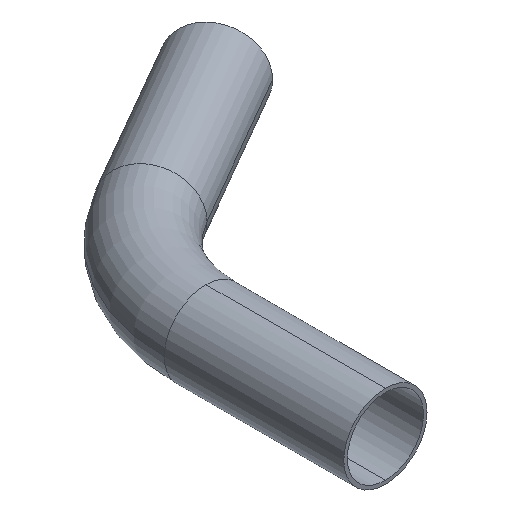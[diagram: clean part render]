
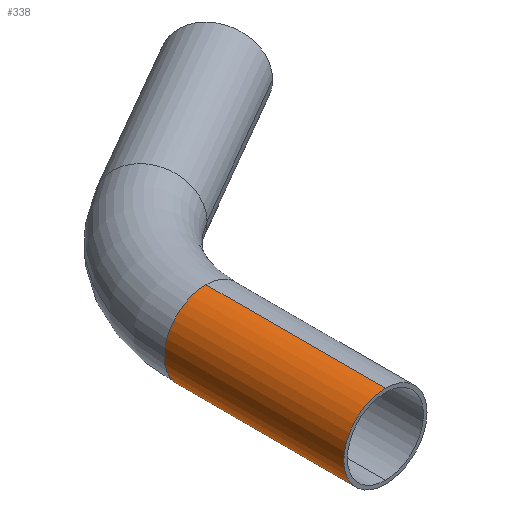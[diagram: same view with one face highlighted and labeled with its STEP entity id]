
A CAD part, isometric view. The second image highlights one B-rep face of the part: STEP entity #338.
In plain terms, the highlighted cylindrical face has radius 23.2 mm (diameter 46.4 mm), a partial arc.
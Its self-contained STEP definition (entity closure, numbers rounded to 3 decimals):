
#5 = AXIS2_PLACEMENT_3D ( 'NONE', #252, #21, #292 ) ;
#6 = DIRECTION ( 'NONE',  ( 0., 0., 1. ) ) ;
#12 = VECTOR ( 'NONE', #165, 1000. ) ;
#17 = DIRECTION ( 'NONE',  ( 0., 1., 0. ) ) ;
#19 = DIRECTION ( 'NONE',  ( 0., -1., 0. ) ) ;
#21 = DIRECTION ( 'NONE',  ( 0., 1., 0. ) ) ;
#43 = VERTEX_POINT ( 'NONE', #367 ) ;
#45 = DIRECTION ( 'NONE',  ( 0., -1., 0. ) ) ;
#54 = EDGE_CURVE ( 'NONE', #383, #428, #293, .T. ) ;
#75 = AXIS2_PLACEMENT_3D ( 'NONE', #88, #19, #133 ) ;
#81 = VERTEX_POINT ( 'NONE', #328 ) ;
#88 = CARTESIAN_POINT ( 'NONE',  ( 0., 100., 0. ) ) ;
#91 = CYLINDRICAL_SURFACE ( 'NONE', #5, 23.2 ) ;
#109 = EDGE_LOOP ( 'NONE', ( #490, #267, #238, #353, #458 ) ) ;
#112 = CIRCLE ( 'NONE', #403, 23.2 ) ;
#133 = DIRECTION ( 'NONE',  ( 0., 0., 1. ) ) ;
#145 = VERTEX_POINT ( 'NONE', #405 ) ;
#165 = DIRECTION ( 'NONE',  ( 0., 1., 0. ) ) ;
#170 = DIRECTION ( 'NONE',  ( 1., 0., 0. ) ) ;
#199 = CARTESIAN_POINT ( 'NONE',  ( 0., 0., 23.2 ) ) ;
#229 = CARTESIAN_POINT ( 'NONE',  ( 0., 100., 0. ) ) ;
#233 = CIRCLE ( 'NONE', #301, 23.2 ) ;
#238 = ORIENTED_EDGE ( 'NONE', *, *, #54, .T. ) ;
#252 = CARTESIAN_POINT ( 'NONE',  ( 0., 0., 0. ) ) ;
#254 = EDGE_CURVE ( 'NONE', #383, #43, #112, .T. ) ;
#267 = ORIENTED_EDGE ( 'NONE', *, *, #254, .F. ) ;
#275 = EDGE_CURVE ( 'NONE', #81, #145, #304, .T. ) ;
#278 = CARTESIAN_POINT ( 'NONE',  ( 0., 0., -23.2 ) ) ;
#285 = CARTESIAN_POINT ( 'NONE',  ( 0., 0., 0. ) ) ;
#288 = FACE_OUTER_BOUND ( 'NONE', #109, .T. ) ;
#292 = DIRECTION ( 'NONE',  ( 0., 0., 1. ) ) ;
#293 = LINE ( 'NONE', #445, #425 ) ;
#301 = AXIS2_PLACEMENT_3D ( 'NONE', #229, #326, #6 ) ;
#304 = CIRCLE ( 'NONE', #75, 23.2 ) ;
#321 = CARTESIAN_POINT ( 'NONE',  ( 0., 100., 23.2 ) ) ;
#326 = DIRECTION ( 'NONE',  ( 0., -1., 0. ) ) ;
#328 = CARTESIAN_POINT ( 'NONE',  ( -23.2, 100., 0. ) ) ;
#338 = ADVANCED_FACE ( 'NONE', ( #288 ), #91, .T. ) ;
#353 = ORIENTED_EDGE ( 'NONE', *, *, #457, .T. ) ;
#360 = LINE ( 'NONE', #278, #12 ) ;
#367 = CARTESIAN_POINT ( 'NONE',  ( 0., 0., -23.2 ) ) ;
#383 = VERTEX_POINT ( 'NONE', #199 ) ;
#403 = AXIS2_PLACEMENT_3D ( 'NONE', #285, #45, #170 ) ;
#405 = CARTESIAN_POINT ( 'NONE',  ( 0., 100., -23.2 ) ) ;
#425 = VECTOR ( 'NONE', #17, 1000. ) ;
#428 = VERTEX_POINT ( 'NONE', #321 ) ;
#435 = EDGE_CURVE ( 'NONE', #43, #145, #360, .T. ) ;
#445 = CARTESIAN_POINT ( 'NONE',  ( 0., 0., 23.2 ) ) ;
#457 = EDGE_CURVE ( 'NONE', #428, #81, #233, .T. ) ;
#458 = ORIENTED_EDGE ( 'NONE', *, *, #275, .T. ) ;
#490 = ORIENTED_EDGE ( 'NONE', *, *, #435, .F. ) ;
